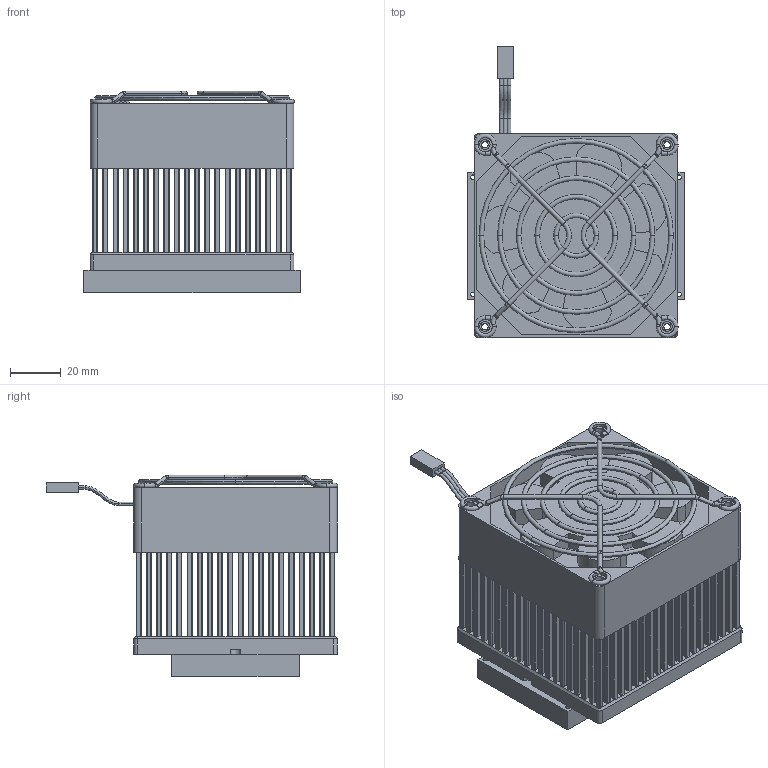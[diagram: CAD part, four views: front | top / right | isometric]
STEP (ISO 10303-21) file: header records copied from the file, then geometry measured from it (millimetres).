
FILE_DESCRIPTION (( 'STEP AP214' ), '1' );
FILE_NAME ('UA-95-6, DF.STEP', '2025-09-10T23:06:52', ( '' ), ( '' ), 'SwSTEP 2.0', 'SolidWorks 2021', '' );
FILE_SCHEMA (( 'AUTOMOTIVE_DESIGN' ));
Length unit declared in the file: inch
Products named in the file (1): UA-95-6, DF
Bounding box: 85.09 x 114.37 x 79.18 mm (x, y, z)
Volume: 281077.7 mm3; surface area: 149327.9 mm2
Topology: 3 solids, 3 shells, 3921 faces, 10425 edges, 6924 vertices
Faces by surface type: plane 2083, cylinder 1710, torus 76, cone 36, bspline 16
Entity records: 175463 total; most frequent: CARTESIAN_POINT 23367, DIRECTION 21681, ORIENTED_EDGE 20850, EDGE_CURVE 10425, AXIS2_PLACEMENT_3D 7506, VERTEX_POINT 6924, LINE 6669, VECTOR 6669
